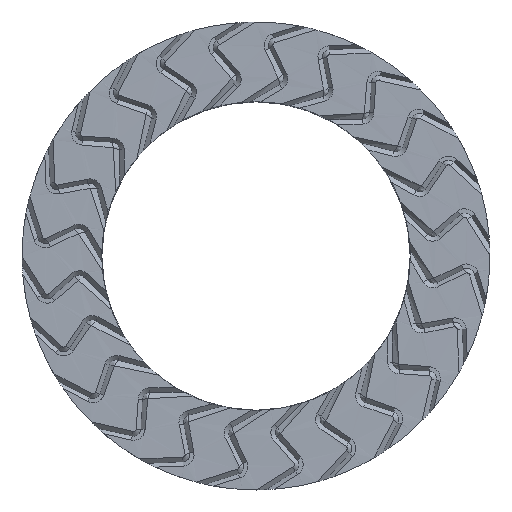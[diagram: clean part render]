
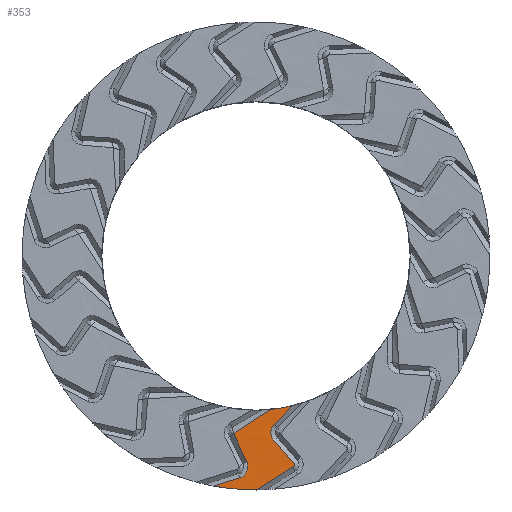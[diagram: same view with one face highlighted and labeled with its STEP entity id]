
A CAD part, top view. The second image highlights one B-rep face of the part: STEP entity #353.
In plain terms, the highlighted planar face has unit normal (0, 0, 1).
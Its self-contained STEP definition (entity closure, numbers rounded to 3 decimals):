
#353 = ADVANCED_FACE( '', ( #936 ), #937, .T. );
#936 = FACE_OUTER_BOUND( '', #1921, .T. );
#937 = PLANE( '', #1922 );
#1921 = EDGE_LOOP( '', ( #4304, #4305, #4306, #4307, #4308, #4309, #4310, #4311, #4312, #4313, #4314, #4315, #4316, #4317 ) );
#1922 = AXIS2_PLACEMENT_3D( '', #4318, #4319, #4320 );
#4304 = ORIENTED_EDGE( '', *, *, #6507, .F. );
#4305 = ORIENTED_EDGE( '', *, *, #6508, .F. );
#4306 = ORIENTED_EDGE( '', *, *, #6509, .F. );
#4307 = ORIENTED_EDGE( '', *, *, #6510, .F. );
#4308 = ORIENTED_EDGE( '', *, *, #6511, .F. );
#4309 = ORIENTED_EDGE( '', *, *, #6512, .F. );
#4310 = ORIENTED_EDGE( '', *, *, #6513, .T. );
#4311 = ORIENTED_EDGE( '', *, *, #6478, .T. );
#4312 = ORIENTED_EDGE( '', *, *, #6514, .F. );
#4313 = ORIENTED_EDGE( '', *, *, #6515, .T. );
#4314 = ORIENTED_EDGE( '', *, *, #6516, .T. );
#4315 = ORIENTED_EDGE( '', *, *, #6517, .F. );
#4316 = ORIENTED_EDGE( '', *, *, #6518, .F. );
#4317 = ORIENTED_EDGE( '', *, *, #6519, .F. );
#4318 = CARTESIAN_POINT( '', ( 0., 0., 0. ) );
#4319 = DIRECTION( '', ( 0., 0., 1. ) );
#4320 = DIRECTION( '', ( 1., 0., 0. ) );
#6478 = EDGE_CURVE( '', #7670, #7668, #7671, .F. );
#6507 = EDGE_CURVE( '', #7720, #7721, #7722, .F. );
#6508 = EDGE_CURVE( '', #7723, #7720, #7724, .F. );
#6509 = EDGE_CURVE( '', #7725, #7723, #7726, .F. );
#6510 = EDGE_CURVE( '', #7727, #7725, #7728, .F. );
#6511 = EDGE_CURVE( '', #7729, #7727, #7730, .F. );
#6512 = EDGE_CURVE( '', #7731, #7729, #7732, .F. );
#6513 = EDGE_CURVE( '', #7731, #7670, #7733, .F. );
#6514 = EDGE_CURVE( '', #7734, #7668, #7735, .T. );
#6515 = EDGE_CURVE( '', #7734, #7736, #7737, .T. );
#6516 = EDGE_CURVE( '', #7736, #7738, #7739, .T. );
#6517 = EDGE_CURVE( '', #7740, #7738, #7741, .F. );
#6518 = EDGE_CURVE( '', #7742, #7740, #7743, .F. );
#6519 = EDGE_CURVE( '', #7721, #7742, #7744, .T. );
#7668 = VERTEX_POINT( '', #9366 );
#7670 = VERTEX_POINT( '', #9368 );
#7671 = CIRCLE( '', #9369, 5.245 );
#7720 = VERTEX_POINT( '', #9431 );
#7721 = VERTEX_POINT( '', #9432 );
#7722 = CIRCLE( '', #9433, 7.96 );
#7723 = VERTEX_POINT( '', #9434 );
#7724 = LINE( '', #9435, #9436 );
#7725 = VERTEX_POINT( '', #9437 );
#7726 = B_SPLINE_CURVE_WITH_KNOTS( '', 3, ( #9438, #9439, #9440, #9441 ), .UNSPECIFIED., .F., .F., ( 4, 4 ), ( 0., 1. ), .UNSPECIFIED. );
#7727 = VERTEX_POINT( '', #9442 );
#7728 = LINE( '', #9443, #9444 );
#7729 = VERTEX_POINT( '', #9445 );
#7730 = B_SPLINE_CURVE_WITH_KNOTS( '', 3, ( #9446, #9447, #9448, #9449 ), .UNSPECIFIED., .F., .F., ( 4, 4 ), ( 0., 0.293 ), .UNSPECIFIED. );
#7731 = VERTEX_POINT( '', #9450 );
#7732 = B_SPLINE_CURVE_WITH_KNOTS( '', 3, ( #9451, #9452, #9453, #9454 ), .UNSPECIFIED., .F., .F., ( 4, 4 ), ( 0.293, 1. ), .UNSPECIFIED. );
#7733 = LINE( '', #9455, #9456 );
#7734 = VERTEX_POINT( '', #9457 );
#7735 = LINE( '', #9458, #9459 );
#7736 = VERTEX_POINT( '', #9460 );
#7737 = B_SPLINE_CURVE_WITH_KNOTS( '', 1, ( #9461, #9462 ), .UNSPECIFIED., .F., .F., ( 2, 2 ), ( 0., 1. ), .UNSPECIFIED. );
#7738 = VERTEX_POINT( '', #9463 );
#7739 = B_SPLINE_CURVE_WITH_KNOTS( '', 1, ( #9464, #9465 ), .UNSPECIFIED., .F., .F., ( 2, 2 ), ( 0., 1. ), .UNSPECIFIED. );
#7740 = VERTEX_POINT( '', #9466 );
#7741 = B_SPLINE_CURVE_WITH_KNOTS( '', 3, ( #9467, #9468, #9469, #9470 ), .UNSPECIFIED., .F., .F., ( 4, 4 ), ( 0.162, 0.304 ), .UNSPECIFIED. );
#7742 = VERTEX_POINT( '', #9471 );
#7743 = B_SPLINE_CURVE_WITH_KNOTS( '', 3, ( #9472, #9473, #9474, #9475 ), .UNSPECIFIED., .F., .F., ( 4, 4 ), ( 0.304, 1. ), .UNSPECIFIED. );
#7744 = LINE( '', #9476, #9477 );
#9366 = CARTESIAN_POINT( '', ( 0.499, -5.221, 0. ) );
#9368 = CARTESIAN_POINT( '', ( 1.226, -5.1, 0. ) );
#9369 = AXIS2_PLACEMENT_3D( '', #11511, #11512, #11513 );
#9431 = CARTESIAN_POINT( '', ( 0.027, -7.96, 0. ) );
#9432 = CARTESIAN_POINT( '', ( -1.45, -7.827, 0. ) );
#9433 = AXIS2_PLACEMENT_3D( '', #11560, #11561, #11562 );
#9434 = CARTESIAN_POINT( '', ( 1.255, -7.181, -0.005 ) );
#9435 = CARTESIAN_POINT( '', ( 3.622, -5.659, 0. ) );
#9436 = VECTOR( '', #11563, 1000. );
#9437 = CARTESIAN_POINT( '', ( 1.293, -7.059, 0. ) );
#9438 = CARTESIAN_POINT( '', ( 1.259, -7.185, -0.01 ) );
#9439 = CARTESIAN_POINT( '', ( 1.309, -7.155, -0.008 ) );
#9440 = CARTESIAN_POINT( '', ( 1.32, -7.08, -0.001 ) );
#9441 = CARTESIAN_POINT( '', ( 1.282, -7.037, 0.005 ) );
#9442 = CARTESIAN_POINT( '', ( 0.609, -6.276, 0.003 ) );
#9443 = CARTESIAN_POINT( '', ( -2.771, -2.456, 0. ) );
#9444 = VECTOR( '', #11564, 1000. );
#9445 = CARTESIAN_POINT( '', ( 0.521, -6.122, 0.001 ) );
#9446 = CARTESIAN_POINT( '', ( 0.605, -6.273, 0.005 ) );
#9447 = CARTESIAN_POINT( '', ( 0.565, -6.23, 0.004 ) );
#9448 = CARTESIAN_POINT( '', ( 0.537, -6.178, 0.002 ) );
#9449 = CARTESIAN_POINT( '', ( 0.521, -6.122, 0.001 ) );
#9450 = CARTESIAN_POINT( '', ( 0.614, -5.726, -0.004 ) );
#9451 = CARTESIAN_POINT( '', ( 0.521, -6.122, 0.001 ) );
#9452 = CARTESIAN_POINT( '', ( 0.483, -5.988, -0.003 ) );
#9453 = CARTESIAN_POINT( '', ( 0.514, -5.834, -0.007 ) );
#9454 = CARTESIAN_POINT( '', ( 0.614, -5.733, -0.009 ) );
#9455 = CARTESIAN_POINT( '', ( 0.613, -5.719, 0. ) );
#9456 = VECTOR( '', #11565, 1000. );
#9457 = CARTESIAN_POINT( '', ( -0.762, -6.048, 0. ) );
#9458 = CARTESIAN_POINT( '', ( 2.403, -4.108, 0. ) );
#9459 = VECTOR( '', #11566, 1000. );
#9460 = CARTESIAN_POINT( '', ( -0.312, -6.998, -0.002 ) );
#9461 = CARTESIAN_POINT( '', ( -0.771, -6.081, 0. ) );
#9462 = CARTESIAN_POINT( '', ( -0.316, -6.991, 0. ) );
#9463 = CARTESIAN_POINT( '', ( -0.278, -7.11, -0.001 ) );
#9464 = CARTESIAN_POINT( '', ( -0.316, -6.991, 0. ) );
#9465 = CARTESIAN_POINT( '', ( -0.277, -7.118, 0. ) );
#9466 = CARTESIAN_POINT( '', ( -0.276, -7.205, 0.001 ) );
#9467 = CARTESIAN_POINT( '', ( -0.277, -7.11, -0.001 ) );
#9468 = CARTESIAN_POINT( '', ( -0.273, -7.142, 0. ) );
#9469 = CARTESIAN_POINT( '', ( -0.272, -7.174, 0. ) );
#9470 = CARTESIAN_POINT( '', ( -0.275, -7.205, 0.001 ) );
#9471 = CARTESIAN_POINT( '', ( -0.555, -7.55, 0.005 ) );
#9472 = CARTESIAN_POINT( '', ( -0.275, -7.205, 0.001 ) );
#9473 = CARTESIAN_POINT( '', ( -0.291, -7.36, 0.005 ) );
#9474 = CARTESIAN_POINT( '', ( -0.398, -7.507, 0.009 ) );
#9475 = CARTESIAN_POINT( '', ( -0.553, -7.551, 0.01 ) );
#9476 = CARTESIAN_POINT( '', ( 2.125, -6.691, 0. ) );
#9477 = VECTOR( '', #11567, 1000. );
#11511 = CARTESIAN_POINT( '', ( 0., 0., 0. ) );
#11512 = DIRECTION( '', ( 0., 0., 1. ) );
#11513 = DIRECTION( '', ( 1., 0., 0. ) );
#11560 = CARTESIAN_POINT( '', ( 0., 0., 0. ) );
#11561 = DIRECTION( '', ( 0., 0., 1. ) );
#11562 = DIRECTION( '', ( 1., 0., 0. ) );
#11563 = DIRECTION( '', ( 0.842, 0.539, 0. ) );
#11564 = DIRECTION( '', ( -0.663, 0.748, 0. ) );
#11565 = DIRECTION( '', ( -0.703, -0.711, 0. ) );
#11566 = DIRECTION( '', ( 0.863, 0.505, 0. ) );
#11567 = DIRECTION( '', ( 0.953, 0.303, 0. ) );
